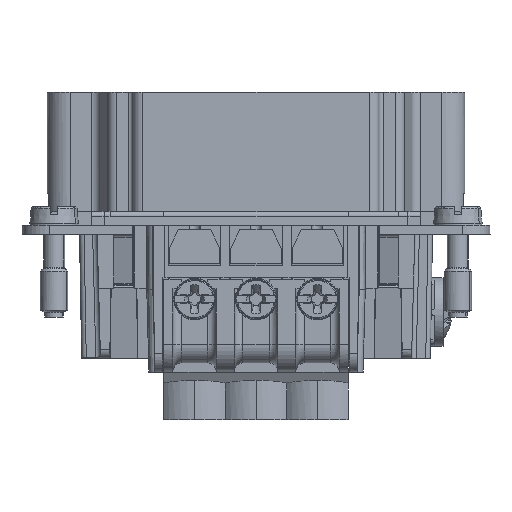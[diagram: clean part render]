
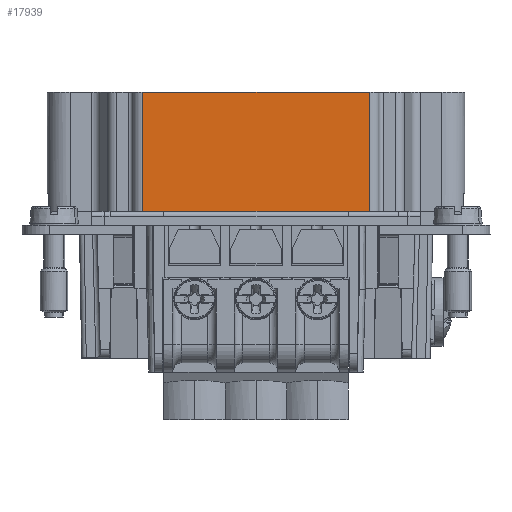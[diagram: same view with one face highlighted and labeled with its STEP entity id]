
A CAD part, left-side view. The second image highlights one B-rep face of the part: STEP entity #17939.
In plain terms, the highlighted planar face has unit normal (-1, 0, 0).
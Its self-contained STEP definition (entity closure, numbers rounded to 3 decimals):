
#17922=AXIS2_PLACEMENT_3D('Plane Axis2P3D',#17919,#17920,#17921) ;
#9140=CARTESIAN_POINT('Vertex',(4.594,13.1,22.7)) ;
#9143=CARTESIAN_POINT('Line Origine',(4.594,25.5,22.7)) ;
#9147=CARTESIAN_POINT('Vertex',(4.594,37.9,22.7)) ;
#11004=CARTESIAN_POINT('Vertex',(4.594,37.9,35.7)) ;
#11007=CARTESIAN_POINT('Line Origine',(4.594,37.898,35.7)) ;
#11011=CARTESIAN_POINT('Vertex',(4.594,37.897,35.7)) ;
#11014=CARTESIAN_POINT('Line Origine',(4.594,37.61,35.7)) ;
#11018=CARTESIAN_POINT('Vertex',(4.594,37.323,35.7)) ;
#11021=CARTESIAN_POINT('Line Origine',(4.594,25.5,35.7)) ;
#11025=CARTESIAN_POINT('Vertex',(4.594,13.677,35.7)) ;
#11028=CARTESIAN_POINT('Line Origine',(4.594,13.39,35.7)) ;
#11032=CARTESIAN_POINT('Vertex',(4.594,13.103,35.7)) ;
#11035=CARTESIAN_POINT('Line Origine',(4.594,13.102,35.7)) ;
#11039=CARTESIAN_POINT('Vertex',(4.594,13.1,35.7)) ;
#17907=CARTESIAN_POINT('Line Origine',(4.594,13.1,25.7)) ;
#17919=CARTESIAN_POINT('Axis2P3D Location',(4.594,37.897,22.7)) ;
#17924=CARTESIAN_POINT('Line Origine',(4.594,37.9,29.2)) ;
#9144=DIRECTION('Vector Direction',(0.,1.,0.)) ;
#11008=DIRECTION('Vector Direction',(0.,1.,0.)) ;
#11015=DIRECTION('Vector Direction',(0.,-1.,0.)) ;
#11022=DIRECTION('Vector Direction',(0.,-1.,0.)) ;
#11029=DIRECTION('Vector Direction',(0.,-1.,0.)) ;
#11036=DIRECTION('Vector Direction',(0.,1.,0.)) ;
#17908=DIRECTION('Vector Direction',(0.,0.,1.)) ;
#17920=DIRECTION('Axis2P3D Direction',(1.,0.,0.)) ;
#17921=DIRECTION('Axis2P3D XDirection',(0.,1.,0.)) ;
#17925=DIRECTION('Vector Direction',(0.,0.,-1.)) ;
#9145=VECTOR('Line Direction',#9144,1.) ;
#11009=VECTOR('Line Direction',#11008,1.) ;
#11016=VECTOR('Line Direction',#11015,1.) ;
#11023=VECTOR('Line Direction',#11022,1.) ;
#11030=VECTOR('Line Direction',#11029,1.) ;
#11037=VECTOR('Line Direction',#11036,1.) ;
#17909=VECTOR('Line Direction',#17908,1.) ;
#17926=VECTOR('Line Direction',#17925,1.) ;
#17930=ORIENTED_EDGE('',*,*,#9149,.F.) ;
#17931=ORIENTED_EDGE('',*,*,#17911,.F.) ;
#17932=ORIENTED_EDGE('',*,*,#11041,.T.) ;
#17933=ORIENTED_EDGE('',*,*,#11034,.T.) ;
#17934=ORIENTED_EDGE('',*,*,#11027,.F.) ;
#17935=ORIENTED_EDGE('',*,*,#11020,.T.) ;
#17936=ORIENTED_EDGE('',*,*,#11013,.T.) ;
#17937=ORIENTED_EDGE('',*,*,#17928,.T.) ;
#17939=ADVANCED_FACE('Hauptk\X2\00F6\X0\rper',(#17938),#17923,.F.) ;
#9149=EDGE_CURVE('',#9141,#9148,#9146,.T.) ;
#11013=EDGE_CURVE('',#11012,#11005,#11010,.T.) ;
#11020=EDGE_CURVE('',#11019,#11012,#11017,.F.) ;
#11027=EDGE_CURVE('',#11019,#11026,#11024,.T.) ;
#11034=EDGE_CURVE('',#11033,#11026,#11031,.F.) ;
#11041=EDGE_CURVE('',#11040,#11033,#11038,.T.) ;
#17911=EDGE_CURVE('',#11040,#9141,#17910,.F.) ;
#17928=EDGE_CURVE('',#11005,#9148,#17927,.T.) ;
#17929=EDGE_LOOP('',(#17930,#17931,#17932,#17933,#17934,#17935,#17936,#17937)) ;
#17938=FACE_OUTER_BOUND('',#17929,.T.) ;
#9146=LINE('Line',#9143,#9145) ;
#11010=LINE('Line',#11007,#11009) ;
#11017=LINE('Line',#11014,#11016) ;
#11024=LINE('Line',#11021,#11023) ;
#11031=LINE('Line',#11028,#11030) ;
#11038=LINE('Line',#11035,#11037) ;
#17910=LINE('Line',#17907,#17909) ;
#17927=LINE('Line',#17924,#17926) ;
#17923=PLANE('',#17922) ;
#9141=VERTEX_POINT('',#9140) ;
#9148=VERTEX_POINT('',#9147) ;
#11005=VERTEX_POINT('',#11004) ;
#11012=VERTEX_POINT('',#11011) ;
#11019=VERTEX_POINT('',#11018) ;
#11026=VERTEX_POINT('',#11025) ;
#11033=VERTEX_POINT('',#11032) ;
#11040=VERTEX_POINT('',#11039) ;
